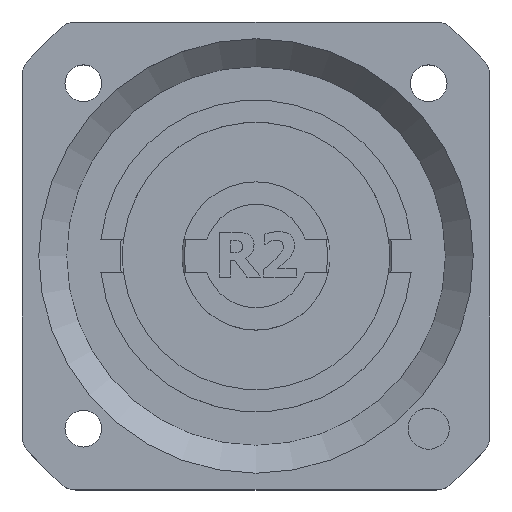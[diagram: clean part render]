
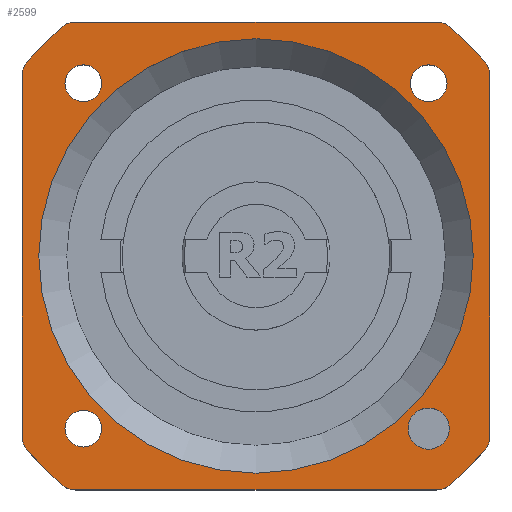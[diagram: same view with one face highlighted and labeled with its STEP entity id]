
A CAD part, top view. The second image highlights one B-rep face of the part: STEP entity #2599.
In plain terms, the highlighted planar face has unit normal (0, 0, 1).
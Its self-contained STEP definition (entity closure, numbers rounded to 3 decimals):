
#71=FACE_BOUND('',#497,.T.);
#72=FACE_BOUND('',#498,.T.);
#73=FACE_BOUND('',#499,.T.);
#74=FACE_BOUND('',#500,.T.);
#75=FACE_BOUND('',#501,.T.);
#165=PLANE('',#2846);
#341=FACE_OUTER_BOUND('',#496,.T.);
#496=EDGE_LOOP('',(#2416,#2417,#2418,#2419,#2420,#2421,#2422,#2423,#2424,
#2425,#2426,#2427,#2428,#2429,#2430,#2431));
#497=EDGE_LOOP('',(#2432));
#498=EDGE_LOOP('',(#2433));
#499=EDGE_LOOP('',(#2434));
#500=EDGE_LOOP('',(#2435));
#501=EDGE_LOOP('',(#2436));
#519=CIRCLE('',#2650,1.85);
#570=CIRCLE('',#2759,2.);
#571=CIRCLE('',#2762,2.);
#572=CIRCLE('',#2765,2.);
#573=CIRCLE('',#2768,2.);
#574=CIRCLE('',#2771,2.);
#575=CIRCLE('',#2774,2.);
#576=CIRCLE('',#2777,2.);
#577=CIRCLE('',#2780,2.);
#591=CIRCLE('',#2833,19.5);
#592=CIRCLE('',#2841,1.65);
#593=CIRCLE('',#2843,1.65);
#594=CIRCLE('',#2845,1.65);
#751=LINE('',#4285,#995);
#754=LINE('',#4293,#998);
#757=LINE('',#4301,#1001);
#760=LINE('',#4309,#1004);
#764=LINE('',#4319,#1008);
#766=LINE('',#4325,#1010);
#769=LINE('',#4333,#1013);
#771=LINE('',#4339,#1015);
#995=VECTOR('',#3281,10.);
#998=VECTOR('',#3290,10.);
#1001=VECTOR('',#3299,10.);
#1004=VECTOR('',#3308,10.);
#1008=VECTOR('',#3318,10.);
#1010=VECTOR('',#3326,10.);
#1013=VECTOR('',#3335,10.);
#1015=VECTOR('',#3343,10.);
#1108=VERTEX_POINT('',#3618);
#1261=VERTEX_POINT('',#4277);
#1262=VERTEX_POINT('',#4279);
#1263=VERTEX_POINT('',#4283);
#1264=VERTEX_POINT('',#4287);
#1265=VERTEX_POINT('',#4291);
#1266=VERTEX_POINT('',#4295);
#1267=VERTEX_POINT('',#4299);
#1268=VERTEX_POINT('',#4303);
#1269=VERTEX_POINT('',#4307);
#1270=VERTEX_POINT('',#4311);
#1271=VERTEX_POINT('',#4313);
#1272=VERTEX_POINT('',#4317);
#1273=VERTEX_POINT('',#4321);
#1274=VERTEX_POINT('',#4327);
#1275=VERTEX_POINT('',#4331);
#1276=VERTEX_POINT('',#4335);
#1314=VERTEX_POINT('',#4489);
#1315=VERTEX_POINT('',#4501);
#1316=VERTEX_POINT('',#4505);
#1317=VERTEX_POINT('',#4509);
#1352=EDGE_CURVE('',#1108,#1108,#519,.T.);
#1576=EDGE_CURVE('',#1261,#1262,#570,.T.);
#1579=EDGE_CURVE('',#1263,#1261,#751,.T.);
#1581=EDGE_CURVE('',#1264,#1263,#571,.T.);
#1583=EDGE_CURVE('',#1264,#1265,#754,.T.);
#1585=EDGE_CURVE('',#1266,#1265,#572,.T.);
#1587=EDGE_CURVE('',#1267,#1266,#757,.T.);
#1589=EDGE_CURVE('',#1268,#1267,#573,.T.);
#1591=EDGE_CURVE('',#1268,#1269,#760,.T.);
#1593=EDGE_CURVE('',#1270,#1271,#574,.T.);
#1596=EDGE_CURVE('',#1272,#1270,#764,.T.);
#1598=EDGE_CURVE('',#1273,#1272,#575,.T.);
#1599=EDGE_CURVE('',#1273,#1262,#766,.T.);
#1601=EDGE_CURVE('',#1274,#1269,#576,.T.);
#1603=EDGE_CURVE('',#1275,#1274,#769,.T.);
#1605=EDGE_CURVE('',#1276,#1275,#577,.T.);
#1606=EDGE_CURVE('',#1276,#1271,#771,.T.);
#1681=EDGE_CURVE('',#1314,#1314,#591,.T.);
#1686=EDGE_CURVE('',#1315,#1315,#592,.T.);
#1688=EDGE_CURVE('',#1316,#1316,#593,.T.);
#1690=EDGE_CURVE('',#1317,#1317,#594,.T.);
#2416=ORIENTED_EDGE('',*,*,#1576,.F.);
#2417=ORIENTED_EDGE('',*,*,#1579,.F.);
#2418=ORIENTED_EDGE('',*,*,#1581,.F.);
#2419=ORIENTED_EDGE('',*,*,#1583,.T.);
#2420=ORIENTED_EDGE('',*,*,#1585,.F.);
#2421=ORIENTED_EDGE('',*,*,#1587,.F.);
#2422=ORIENTED_EDGE('',*,*,#1589,.F.);
#2423=ORIENTED_EDGE('',*,*,#1591,.T.);
#2424=ORIENTED_EDGE('',*,*,#1601,.F.);
#2425=ORIENTED_EDGE('',*,*,#1603,.F.);
#2426=ORIENTED_EDGE('',*,*,#1605,.F.);
#2427=ORIENTED_EDGE('',*,*,#1606,.T.);
#2428=ORIENTED_EDGE('',*,*,#1593,.F.);
#2429=ORIENTED_EDGE('',*,*,#1596,.F.);
#2430=ORIENTED_EDGE('',*,*,#1598,.F.);
#2431=ORIENTED_EDGE('',*,*,#1599,.T.);
#2432=ORIENTED_EDGE('',*,*,#1352,.T.);
#2433=ORIENTED_EDGE('',*,*,#1686,.T.);
#2434=ORIENTED_EDGE('',*,*,#1688,.T.);
#2435=ORIENTED_EDGE('',*,*,#1690,.T.);
#2436=ORIENTED_EDGE('',*,*,#1681,.T.);
#2599=ADVANCED_FACE('',(#341,#71,#72,#73,#74,#75),#165,.T.);
#2650=AXIS2_PLACEMENT_3D('',#3620,#2916,#2917);
#2759=AXIS2_PLACEMENT_3D('',#4280,#3275,#3276);
#2762=AXIS2_PLACEMENT_3D('',#4289,#3285,#3286);
#2765=AXIS2_PLACEMENT_3D('',#4297,#3294,#3295);
#2768=AXIS2_PLACEMENT_3D('',#4305,#3303,#3304);
#2771=AXIS2_PLACEMENT_3D('',#4314,#3312,#3313);
#2774=AXIS2_PLACEMENT_3D('',#4323,#3322,#3323);
#2777=AXIS2_PLACEMENT_3D('',#4329,#3330,#3331);
#2780=AXIS2_PLACEMENT_3D('',#4337,#3339,#3340);
#2833=AXIS2_PLACEMENT_3D('',#4490,#3507,#3508);
#2841=AXIS2_PLACEMENT_3D('',#4503,#3527,#3528);
#2843=AXIS2_PLACEMENT_3D('',#4507,#3532,#3533);
#2845=AXIS2_PLACEMENT_3D('',#4511,#3537,#3538);
#2846=AXIS2_PLACEMENT_3D('',#4512,#3539,#3540);
#2916=DIRECTION('center_axis',(0.,0.,-1.));
#2917=DIRECTION('ref_axis',(-1.,0.,0.));
#3275=DIRECTION('center_axis',(0.,0.,-1.));
#3276=DIRECTION('ref_axis',(0.383,-0.924,0.));
#3281=DIRECTION('',(-0.707,-0.707,0.));
#3285=DIRECTION('center_axis',(0.,0.,-1.));
#3286=DIRECTION('ref_axis',(0.924,-0.383,0.));
#3290=DIRECTION('',(0.,1.,0.));
#3294=DIRECTION('center_axis',(0.,0.,-1.));
#3295=DIRECTION('ref_axis',(0.924,0.383,0.));
#3299=DIRECTION('',(0.707,-0.707,0.));
#3303=DIRECTION('center_axis',(0.,0.,-1.));
#3304=DIRECTION('ref_axis',(0.383,0.924,0.));
#3308=DIRECTION('',(-1.,0.,0.));
#3312=DIRECTION('center_axis',(0.,0.,-1.));
#3313=DIRECTION('ref_axis',(-0.924,-0.383,0.));
#3318=DIRECTION('',(-0.707,0.707,0.));
#3322=DIRECTION('center_axis',(0.,0.,-1.));
#3323=DIRECTION('ref_axis',(-0.383,-0.924,0.));
#3326=DIRECTION('',(1.,0.,0.));
#3330=DIRECTION('center_axis',(0.,0.,-1.));
#3331=DIRECTION('ref_axis',(-0.383,0.924,0.));
#3335=DIRECTION('',(0.707,0.707,0.));
#3339=DIRECTION('center_axis',(0.,0.,-1.));
#3340=DIRECTION('ref_axis',(-0.924,0.383,0.));
#3343=DIRECTION('',(0.,-1.,0.));
#3507=DIRECTION('center_axis',(0.,0.,-1.));
#3508=DIRECTION('ref_axis',(1.,0.,0.));
#3527=DIRECTION('center_axis',(0.,0.,-1.));
#3528=DIRECTION('ref_axis',(-1.,0.,0.));
#3532=DIRECTION('center_axis',(0.,0.,-1.));
#3533=DIRECTION('ref_axis',(-1.,0.,0.));
#3537=DIRECTION('center_axis',(0.,0.,-1.));
#3538=DIRECTION('ref_axis',(-1.,0.,0.));
#3539=DIRECTION('center_axis',(0.,0.,1.));
#3540=DIRECTION('ref_axis',(1.,0.,0.));
#3618=CARTESIAN_POINT('',(17.35,-15.5,0.));
#3620=CARTESIAN_POINT('Origin',(15.5,-15.5,0.));
#4277=CARTESIAN_POINT('',(17.586,-20.414,0.));
#4279=CARTESIAN_POINT('',(16.172,-21.,0.));
#4280=CARTESIAN_POINT('Origin',(16.172,-19.,0.));
#4283=CARTESIAN_POINT('',(20.414,-17.586,0.));
#4285=CARTESIAN_POINT('',(19.,-19.,0.));
#4287=CARTESIAN_POINT('',(21.,-16.172,0.));
#4289=CARTESIAN_POINT('Origin',(19.,-16.172,0.));
#4291=CARTESIAN_POINT('',(21.,16.172,0.));
#4293=CARTESIAN_POINT('',(21.,-21.,0.));
#4295=CARTESIAN_POINT('',(20.414,17.586,0.));
#4297=CARTESIAN_POINT('Origin',(19.,16.172,0.));
#4299=CARTESIAN_POINT('',(17.586,20.414,0.));
#4301=CARTESIAN_POINT('',(19.,19.,0.));
#4303=CARTESIAN_POINT('',(16.172,21.,0.));
#4305=CARTESIAN_POINT('Origin',(16.172,19.,0.));
#4307=CARTESIAN_POINT('',(-16.172,21.,0.));
#4309=CARTESIAN_POINT('',(21.,21.,0.));
#4311=CARTESIAN_POINT('',(-20.414,-17.586,0.));
#4313=CARTESIAN_POINT('',(-21.,-16.172,0.));
#4314=CARTESIAN_POINT('Origin',(-19.,-16.172,0.));
#4317=CARTESIAN_POINT('',(-17.586,-20.414,0.));
#4319=CARTESIAN_POINT('',(-19.,-19.,0.));
#4321=CARTESIAN_POINT('',(-16.172,-21.,0.));
#4323=CARTESIAN_POINT('Origin',(-16.172,-19.,0.));
#4325=CARTESIAN_POINT('',(-21.,-21.,0.));
#4327=CARTESIAN_POINT('',(-17.586,20.414,0.));
#4329=CARTESIAN_POINT('Origin',(-16.172,19.,0.));
#4331=CARTESIAN_POINT('',(-20.414,17.586,0.));
#4333=CARTESIAN_POINT('',(-19.,19.,0.));
#4335=CARTESIAN_POINT('',(-21.,16.172,0.));
#4337=CARTESIAN_POINT('Origin',(-19.,16.172,0.));
#4339=CARTESIAN_POINT('',(-21.,21.,0.));
#4489=CARTESIAN_POINT('',(-19.5,0.,0.));
#4490=CARTESIAN_POINT('Origin',(0.,0.,0.));
#4501=CARTESIAN_POINT('',(17.15,15.5,0.));
#4503=CARTESIAN_POINT('Origin',(15.5,15.5,0.));
#4505=CARTESIAN_POINT('',(-13.85,-15.5,0.));
#4507=CARTESIAN_POINT('Origin',(-15.5,-15.5,0.));
#4509=CARTESIAN_POINT('',(-13.85,15.5,0.));
#4511=CARTESIAN_POINT('Origin',(-15.5,15.5,0.));
#4512=CARTESIAN_POINT('Origin',(0.,0.,0.));
